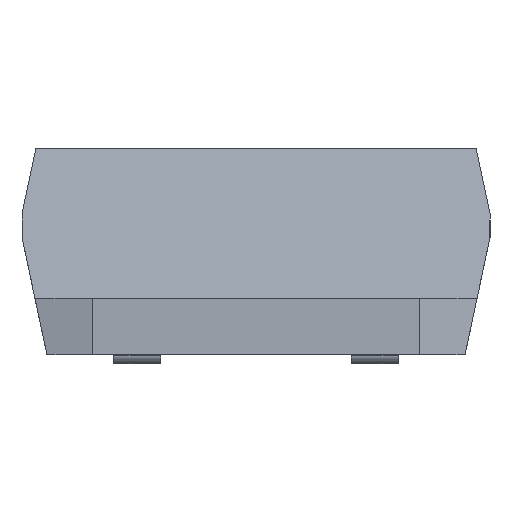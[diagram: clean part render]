
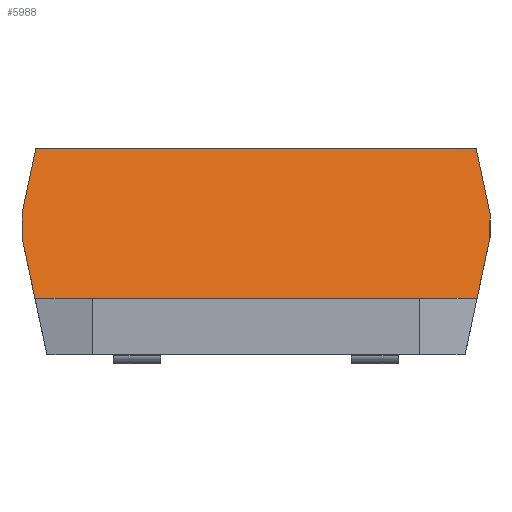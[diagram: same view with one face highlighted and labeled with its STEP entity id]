
A CAD part, left-side view. The second image highlights one B-rep face of the part: STEP entity #5988.
In plain terms, the highlighted planar face has unit normal (-0.978, 0, 0.208).
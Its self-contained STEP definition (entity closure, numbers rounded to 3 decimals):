
#466 = CARTESIAN_POINT ( 'NONE',  ( -4.5, 5., 1.2 ) ) ;
#657 = DIRECTION ( 'NONE',  ( -0.204, -0.204, -0.958 ) ) ;
#916 = AXIS2_PLACEMENT_3D ( 'NONE', #15623, #8472, #4637 ) ;
#1000 = LINE ( 'NONE', #5899, #14663 ) ;
#1156 = ORIENTED_EDGE ( 'NONE', *, *, #6740, .T. ) ;
#1562 = CARTESIAN_POINT ( 'NONE',  ( -4.117, -5., 3. ) ) ;
#1808 = VECTOR ( 'NONE', #5743, 1000. ) ;
#2147 = CARTESIAN_POINT ( 'NONE',  ( -4.5, 4.724, 1.2 ) ) ;
#2694 = EDGE_CURVE ( 'NONE', #4805, #11939, #2856, .T. ) ;
#2856 = LINE ( 'NONE', #3094, #11306 ) ;
#3094 = CARTESIAN_POINT ( 'NONE',  ( -4.489, 4.735, 1.254 ) ) ;
#3302 = LINE ( 'NONE', #4576, #13269 ) ;
#3392 = LINE ( 'NONE', #5948, #3953 ) ;
#3393 = VECTOR ( 'NONE', #5796, 1000. ) ;
#3530 = PLANE ( 'NONE',  #916 ) ;
#3953 = VECTOR ( 'NONE', #7230, 1000. ) ;
#4327 = ORIENTED_EDGE ( 'NONE', *, *, #2694, .T. ) ;
#4576 = CARTESIAN_POINT ( 'NONE',  ( -4.903, -4.321, -0.696 ) ) ;
#4637 = DIRECTION ( 'NONE',  ( -0.208, 0., -0.978 ) ) ;
#4745 = CARTESIAN_POINT ( 'NONE',  ( -4.224, 5., 2.5 ) ) ;
#4776 = VERTEX_POINT ( 'NONE', #10846 ) ;
#4805 = VERTEX_POINT ( 'NONE', #4745 ) ;
#5558 = LINE ( 'NONE', #11589, #3393 ) ;
#5743 = DIRECTION ( 'NONE',  ( 0., -1., 0. ) ) ;
#5796 = DIRECTION ( 'NONE',  ( 0.204, 0.204, 0.958 ) ) ;
#5899 = CARTESIAN_POINT ( 'NONE',  ( -4.484, 5.367, 1.275 ) ) ;
#5948 = CARTESIAN_POINT ( 'NONE',  ( -4.5, -5., 1.2 ) ) ;
#5988 = ADVANCED_FACE ( 'NONE', ( #7358 ), #3530, .F. ) ;
#6312 = CARTESIAN_POINT ( 'NONE',  ( -4.224, -5., 2.5 ) ) ;
#6447 = VECTOR ( 'NONE', #8761, 1000. ) ;
#6588 = LINE ( 'NONE', #466, #13708 ) ;
#6717 = CARTESIAN_POINT ( 'NONE',  ( -4.5, 5., 1.2 ) ) ;
#6740 = EDGE_CURVE ( 'NONE', #10006, #9999, #3302, .T. ) ;
#7230 = DIRECTION ( 'NONE',  ( 0.208, 0., 0.978 ) ) ;
#7358 = FACE_OUTER_BOUND ( 'NONE', #14484, .T. ) ;
#7585 = EDGE_CURVE ( 'NONE', #4805, #4776, #6588, .T. ) ;
#7869 = ORIENTED_EDGE ( 'NONE', *, *, #9039, .F. ) ;
#7945 = ORIENTED_EDGE ( 'NONE', *, *, #11177, .T. ) ;
#8225 = ORIENTED_EDGE ( 'NONE', *, *, #13956, .T. ) ;
#8294 = CARTESIAN_POINT ( 'NONE',  ( -3.82, 5., 4.4 ) ) ;
#8395 = VERTEX_POINT ( 'NONE', #13984 ) ;
#8472 = DIRECTION ( 'NONE',  ( 0.978, 0., -0.208 ) ) ;
#8761 = DIRECTION ( 'NONE',  ( 0., -1., 0. ) ) ;
#9039 = EDGE_CURVE ( 'NONE', #12225, #8395, #11748, .T. ) ;
#9544 = DIRECTION ( 'NONE',  ( 0.204, -0.204, 0.958 ) ) ;
#9716 = ORIENTED_EDGE ( 'NONE', *, *, #7585, .F. ) ;
#9999 = VERTEX_POINT ( 'NONE', #6312 ) ;
#10006 = VERTEX_POINT ( 'NONE', #10077 ) ;
#10077 = CARTESIAN_POINT ( 'NONE',  ( -4.5, -4.724, 1.2 ) ) ;
#10280 = DIRECTION ( 'NONE',  ( 0.208, 0., 0.978 ) ) ;
#10428 = LINE ( 'NONE', #6717, #1808 ) ;
#10570 = ORIENTED_EDGE ( 'NONE', *, *, #12455, .T. ) ;
#10846 = CARTESIAN_POINT ( 'NONE',  ( -4.117, 5., 3. ) ) ;
#11177 = EDGE_CURVE ( 'NONE', #12225, #4776, #1000, .T. ) ;
#11273 = EDGE_CURVE ( 'NONE', #15725, #8395, #5558, .T. ) ;
#11306 = VECTOR ( 'NONE', #657, 1000. ) ;
#11589 = CARTESIAN_POINT ( 'NONE',  ( -4.07, -4.952, 3.224 ) ) ;
#11748 = LINE ( 'NONE', #8294, #6447 ) ;
#11939 = VERTEX_POINT ( 'NONE', #2147 ) ;
#11969 = ORIENTED_EDGE ( 'NONE', *, *, #11273, .T. ) ;
#12225 = VERTEX_POINT ( 'NONE', #14472 ) ;
#12455 = EDGE_CURVE ( 'NONE', #9999, #15725, #3392, .T. ) ;
#13269 = VECTOR ( 'NONE', #9544, 1000. ) ;
#13708 = VECTOR ( 'NONE', #10280, 1000. ) ;
#13956 = EDGE_CURVE ( 'NONE', #11939, #10006, #10428, .T. ) ;
#13984 = CARTESIAN_POINT ( 'NONE',  ( -3.82, -4.702, 4.4 ) ) ;
#14472 = CARTESIAN_POINT ( 'NONE',  ( -3.82, 4.702, 4.4 ) ) ;
#14484 = EDGE_LOOP ( 'NONE', ( #10570, #11969, #7869, #7945, #9716, #4327, #8225, #1156 ) ) ;
#14487 = DIRECTION ( 'NONE',  ( -0.204, 0.204, -0.958 ) ) ;
#14663 = VECTOR ( 'NONE', #14487, 1000. ) ;
#15623 = CARTESIAN_POINT ( 'NONE',  ( -4.5, 5., 1.2 ) ) ;
#15725 = VERTEX_POINT ( 'NONE', #1562 ) ;
